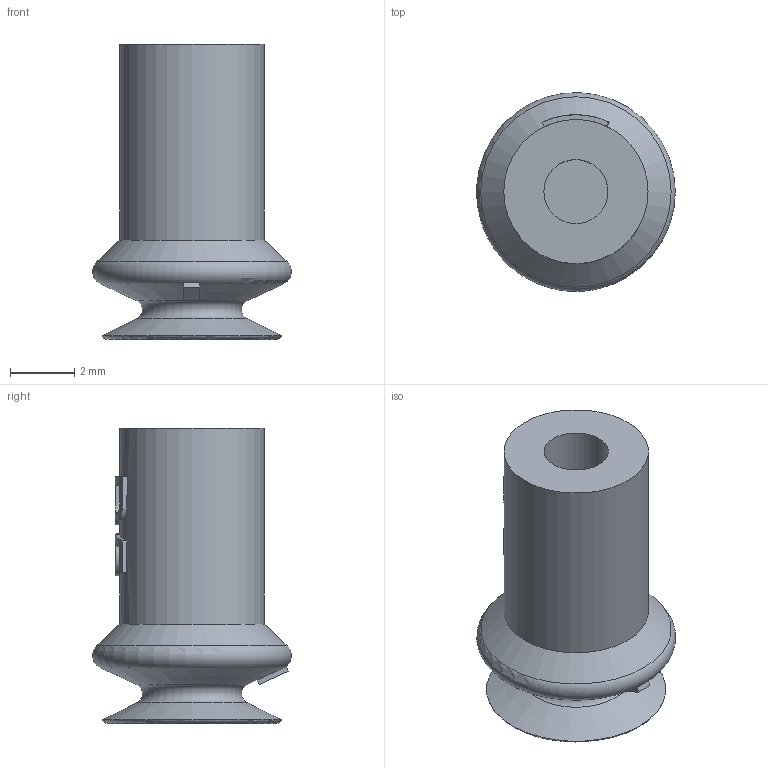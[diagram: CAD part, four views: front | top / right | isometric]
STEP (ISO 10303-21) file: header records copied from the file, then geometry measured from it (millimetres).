
FILE_DESCRIPTION( ( 'Unknown' ), '1' );
FILE_NAME( 'SE-0416839.stp', 'Unknown', ( 'Unknown' ), ( 'Unknown' ), 'PSStep 17.0.49', 'Unknown', ' ' );
FILE_SCHEMA( ( 'AUTOMOTIVE_DESIGN { 1 0 10303 214 1 1 1 1 }' ) );
Length unit declared in the file: millimetre
Products named in the file (1): 1
Bounding box: 6.2 x 6.2 x 9.2 mm (x, y, z)
Volume: 148.6 mm3; surface area: 223 mm2
Topology: 1 solids, 1 shells, 36 faces, 86 edges, 56 vertices
Faces by surface type: plane 13, bspline 10, cylinder 6, cone 4, torus 3
Full cylindrical faces by diameter (mm): 2 x1, 4.5 x1
Entity records: 1940 total; most frequent: CARTESIAN_POINT 993, ORIENTED_EDGE 144, DIRECTION 80, EDGE_CURVE 72, B_SPLINE_CURVE_WITH_KNOTS 55, VERTEX_POINT 53, EDGE_LOOP 49, FACE_OUTER_BOUND 41
